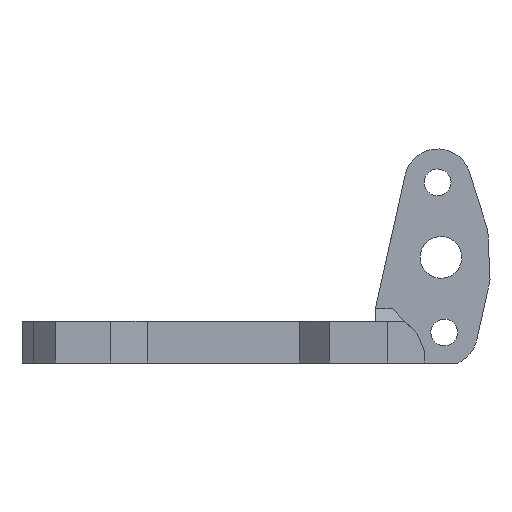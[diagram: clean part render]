
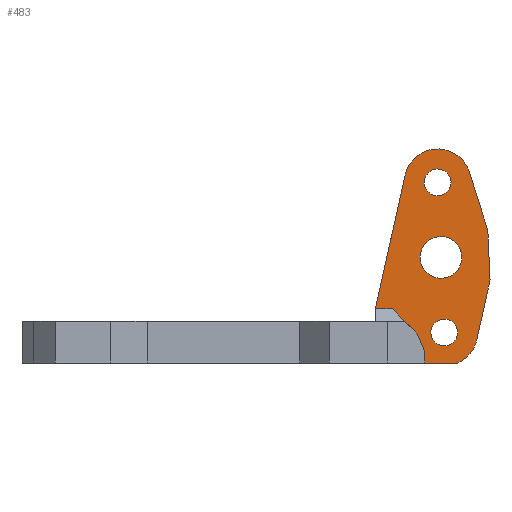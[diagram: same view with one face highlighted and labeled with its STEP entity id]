
A CAD part, front view. The second image highlights one B-rep face of the part: STEP entity #483.
In plain terms, the highlighted planar face has unit normal (0, -1, 0).
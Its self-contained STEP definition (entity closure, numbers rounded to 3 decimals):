
#96=CARTESIAN_POINT('',(81.088,-124.851,17.724));
#97=VERTEX_POINT('',#96);
#113=CARTESIAN_POINT('',(81.088,-124.851,17.5));
#114=VERTEX_POINT('',#113);
#121=CARTESIAN_POINT('',(81.088,-124.851,17.724));
#122=DIRECTION('',(0.,0.,-1.));
#123=VECTOR('',#122,0.223);
#124=LINE('',#121,#123);
#125=EDGE_CURVE('',#97,#114,#124,.T.);
#275=CARTESIAN_POINT('',(90.909,-124.851,11.));
#276=VERTEX_POINT('',#275);
#277=CARTESIAN_POINT('',(93.185,-124.851,13.787));
#278=VERTEX_POINT('',#277);
#279=CARTESIAN_POINT('',(89.279,-124.851,14.653));
#280=DIRECTION('',(0.,-1.,-0.));
#281=DIRECTION('',(0.044,0.,-0.999));
#282=AXIS2_PLACEMENT_3D('',#279,#280,#281);
#283=CIRCLE('',#282,4.);
#284=EDGE_CURVE('',#276,#278,#283,.T.);
#302=CARTESIAN_POINT('',(52.118,-124.851,12.298));
#303=DIRECTION('',(0.,-1.,-0.));
#304=DIRECTION('',(0.044,0.,-0.999));
#305=AXIS2_PLACEMENT_3D('',#302,#303,#304);
#306=PLANE('',#305);
#307=ORIENTED_EDGE('',*,*,#125,.T.);
#308=CARTESIAN_POINT('',(83.035,-124.851,17.5));
#309=VERTEX_POINT('',#308);
#310=CARTESIAN_POINT('',(81.088,-124.851,17.5));
#311=DIRECTION('',(1.,0.,-0.));
#312=VECTOR('',#311,1.946);
#313=LINE('',#310,#312);
#314=EDGE_CURVE('',#114,#309,#313,.T.);
#315=ORIENTED_EDGE('',*,*,#314,.T.);
#316=CARTESIAN_POINT('',(84.565,-124.851,15.97));
#317=VERTEX_POINT('',#316);
#318=CARTESIAN_POINT('',(84.565,-124.851,15.97));
#319=DIRECTION('',(-0.707,-0.,0.707));
#320=VECTOR('',#319,2.164);
#321=LINE('',#318,#320);
#322=EDGE_CURVE('',#317,#309,#321,.T.);
#323=ORIENTED_EDGE('',*,*,#322,.F.);
#324=CARTESIAN_POINT('',(85.369,-124.851,13.42));
#325=VERTEX_POINT('',#324);
#326=CARTESIAN_POINT('',(84.565,-124.851,15.97));
#327=DIRECTION('',(0.301,0.,-0.954));
#328=VECTOR('',#327,2.674);
#329=LINE('',#326,#328);
#330=EDGE_CURVE('',#317,#325,#329,.T.);
#331=ORIENTED_EDGE('',*,*,#330,.T.);
#332=CARTESIAN_POINT('',(86.949,-124.851,11.28));
#333=VERTEX_POINT('',#332);
#334=CARTESIAN_POINT('',(89.279,-124.851,14.653));
#335=DIRECTION('',(0.,-1.,-0.));
#336=DIRECTION('',(0.,0.,-1.));
#337=AXIS2_PLACEMENT_3D('',#334,#335,#336);
#338=CIRCLE('',#337,4.1);
#339=EDGE_CURVE('',#325,#333,#338,.T.);
#340=ORIENTED_EDGE('',*,*,#339,.T.);
#341=CARTESIAN_POINT('',(86.949,-124.851,11.));
#342=VERTEX_POINT('',#341);
#343=CARTESIAN_POINT('',(86.949,-124.851,11.28));
#344=DIRECTION('',(-0.,0.,-1.));
#345=VECTOR('',#344,0.28);
#346=LINE('',#343,#345);
#347=EDGE_CURVE('',#333,#342,#346,.T.);
#348=ORIENTED_EDGE('',*,*,#347,.T.);
#349=CARTESIAN_POINT('',(90.909,-124.851,11.));
#350=DIRECTION('',(-1.,-0.,0.));
#351=VECTOR('',#350,3.96);
#352=LINE('',#349,#351);
#353=EDGE_CURVE('',#276,#342,#352,.T.);
#354=ORIENTED_EDGE('',*,*,#353,.F.);
#355=ORIENTED_EDGE('',*,*,#284,.T.);
#356=CARTESIAN_POINT('',(94.748,-124.851,20.834));
#357=VERTEX_POINT('',#356);
#358=CARTESIAN_POINT('',(93.185,-124.851,13.787));
#359=DIRECTION('',(0.217,-0.,0.976));
#360=VECTOR('',#359,7.219);
#361=LINE('',#358,#360);
#362=EDGE_CURVE('',#278,#357,#361,.T.);
#363=ORIENTED_EDGE('',*,*,#362,.T.);
#364=CARTESIAN_POINT('',(94.759,-124.851,20.964));
#365=VERTEX_POINT('',#364);
#366=CARTESIAN_POINT('',(94.26,-124.851,20.943));
#367=DIRECTION('',(0.,-1.,-0.));
#368=DIRECTION('',(0.044,0.,-0.999));
#369=AXIS2_PLACEMENT_3D('',#366,#367,#368);
#370=CIRCLE('',#369,0.5);
#371=EDGE_CURVE('',#357,#365,#370,.T.);
#372=ORIENTED_EDGE('',*,*,#371,.T.);
#373=CARTESIAN_POINT('',(94.503,-124.851,26.827));
#374=VERTEX_POINT('',#373);
#375=CARTESIAN_POINT('',(94.759,-124.851,20.964));
#376=DIRECTION('',(-0.044,-0.,0.999));
#377=VECTOR('',#376,5.868);
#378=LINE('',#375,#377);
#379=EDGE_CURVE('',#365,#374,#378,.T.);
#380=ORIENTED_EDGE('',*,*,#379,.T.);
#381=CARTESIAN_POINT('',(94.499,-124.851,26.875));
#382=VERTEX_POINT('',#381);
#383=CARTESIAN_POINT('',(94.004,-124.851,26.805));
#384=DIRECTION('',(0.,-1.,-0.));
#385=DIRECTION('',(0.044,0.,-0.999));
#386=AXIS2_PLACEMENT_3D('',#383,#384,#385);
#387=CIRCLE('',#386,0.5);
#388=EDGE_CURVE('',#374,#382,#387,.T.);
#389=ORIENTED_EDGE('',*,*,#388,.T.);
#390=CARTESIAN_POINT('',(93.604,-124.851,29.735));
#391=VERTEX_POINT('',#390);
#392=CARTESIAN_POINT('',(93.604,-124.851,29.735));
#393=DIRECTION('',(0.299,0.,-0.954));
#394=VECTOR('',#393,2.997);
#395=LINE('',#392,#394);
#396=EDGE_CURVE('',#391,#382,#395,.T.);
#397=ORIENTED_EDGE('',*,*,#396,.F.);
#398=CARTESIAN_POINT('',(92.309,-124.851,33.84));
#399=VERTEX_POINT('',#398);
#400=CARTESIAN_POINT('',(93.604,-124.851,29.735));
#401=DIRECTION('',(-0.301,-0.,0.954));
#402=VECTOR('',#401,4.305);
#403=LINE('',#400,#402);
#404=EDGE_CURVE('',#391,#399,#403,.T.);
#405=ORIENTED_EDGE('',*,*,#404,.T.);
#406=CARTESIAN_POINT('',(84.589,-124.851,33.503));
#407=VERTEX_POINT('',#406);
#408=CARTESIAN_POINT('',(88.494,-124.851,32.636));
#409=DIRECTION('',(0.,-1.,-0.));
#410=DIRECTION('',(0.044,0.,-0.999));
#411=AXIS2_PLACEMENT_3D('',#408,#409,#410);
#412=CIRCLE('',#411,4.);
#413=EDGE_CURVE('',#399,#407,#412,.T.);
#414=ORIENTED_EDGE('',*,*,#413,.T.);
#415=CARTESIAN_POINT('',(84.589,-124.851,33.503));
#416=DIRECTION('',(-0.217,0.,-0.976));
#417=VECTOR('',#416,16.163);
#418=LINE('',#415,#417);
#419=EDGE_CURVE('',#407,#97,#418,.T.);
#420=ORIENTED_EDGE('',*,*,#419,.T.);
#421=EDGE_LOOP('',(#307,#315,#323,#331,#340,#348,#354,#355,#363,#372,#380,#389,#397,#405,#414,#420));
#422=FACE_BOUND('',#421,.T.);
#423=CARTESIAN_POINT('',(86.896,-124.851,32.567));
#424=VERTEX_POINT('',#423);
#425=CARTESIAN_POINT('',(88.564,-124.851,31.038));
#426=VERTEX_POINT('',#425);
#427=CARTESIAN_POINT('',(88.494,-124.851,32.636));
#428=DIRECTION('',(0.,-1.,-0.));
#429=DIRECTION('',(0.044,0.,-0.999));
#430=AXIS2_PLACEMENT_3D('',#427,#428,#429);
#431=CIRCLE('',#430,1.6);
#432=EDGE_CURVE('',#424,#426,#431,.T.);
#433=ORIENTED_EDGE('',*,*,#432,.F.);
#434=CARTESIAN_POINT('',(88.494,-124.851,32.636));
#435=DIRECTION('',(0.,-1.,-0.));
#436=DIRECTION('',(0.044,0.,-0.999));
#437=AXIS2_PLACEMENT_3D('',#434,#435,#436);
#438=CIRCLE('',#437,1.6);
#439=EDGE_CURVE('',#426,#424,#438,.T.);
#440=ORIENTED_EDGE('',*,*,#439,.F.);
#441=EDGE_LOOP('',(#433,#440));
#442=FACE_BOUND('',#441,.T.);
#443=CARTESIAN_POINT('',(87.681,-124.851,14.584));
#444=VERTEX_POINT('',#443);
#445=CARTESIAN_POINT('',(89.349,-124.851,13.055));
#446=VERTEX_POINT('',#445);
#447=CARTESIAN_POINT('',(89.279,-124.851,14.653));
#448=DIRECTION('',(0.,-1.,-0.));
#449=DIRECTION('',(0.044,0.,-0.999));
#450=AXIS2_PLACEMENT_3D('',#447,#448,#449);
#451=CIRCLE('',#450,1.6);
#452=EDGE_CURVE('',#444,#446,#451,.T.);
#453=ORIENTED_EDGE('',*,*,#452,.F.);
#454=CARTESIAN_POINT('',(89.279,-124.851,14.653));
#455=DIRECTION('',(0.,-1.,-0.));
#456=DIRECTION('',(0.044,0.,-0.999));
#457=AXIS2_PLACEMENT_3D('',#454,#455,#456);
#458=CIRCLE('',#457,1.6);
#459=EDGE_CURVE('',#446,#444,#458,.T.);
#460=ORIENTED_EDGE('',*,*,#459,.F.);
#461=EDGE_LOOP('',(#453,#460));
#462=FACE_BOUND('',#461,.T.);
#463=CARTESIAN_POINT('',(86.389,-124.851,23.536));
#464=VERTEX_POINT('',#463);
#465=CARTESIAN_POINT('',(88.996,-124.851,21.147));
#466=VERTEX_POINT('',#465);
#467=CARTESIAN_POINT('',(88.887,-124.851,23.645));
#468=DIRECTION('',(0.,-1.,-0.));
#469=DIRECTION('',(0.044,0.,-0.999));
#470=AXIS2_PLACEMENT_3D('',#467,#468,#469);
#471=CIRCLE('',#470,2.5);
#472=EDGE_CURVE('',#464,#466,#471,.T.);
#473=ORIENTED_EDGE('',*,*,#472,.F.);
#474=CARTESIAN_POINT('',(88.887,-124.851,23.645));
#475=DIRECTION('',(0.,-1.,-0.));
#476=DIRECTION('',(0.044,0.,-0.999));
#477=AXIS2_PLACEMENT_3D('',#474,#475,#476);
#478=CIRCLE('',#477,2.5);
#479=EDGE_CURVE('',#466,#464,#478,.T.);
#480=ORIENTED_EDGE('',*,*,#479,.F.);
#481=EDGE_LOOP('',(#473,#480));
#482=FACE_BOUND('',#481,.T.);
#483=ADVANCED_FACE('',(#422,#442,#462,#482),#306,.T.);
